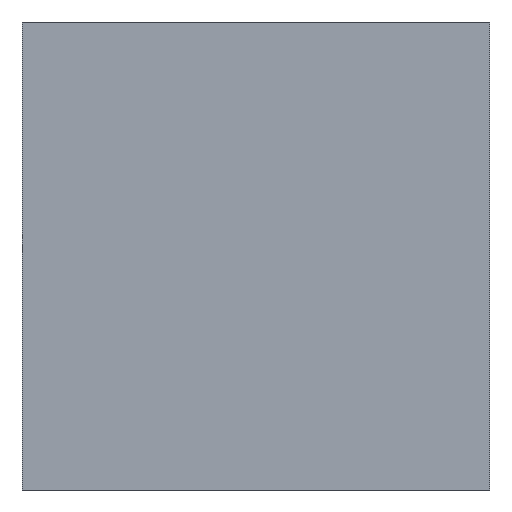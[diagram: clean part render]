
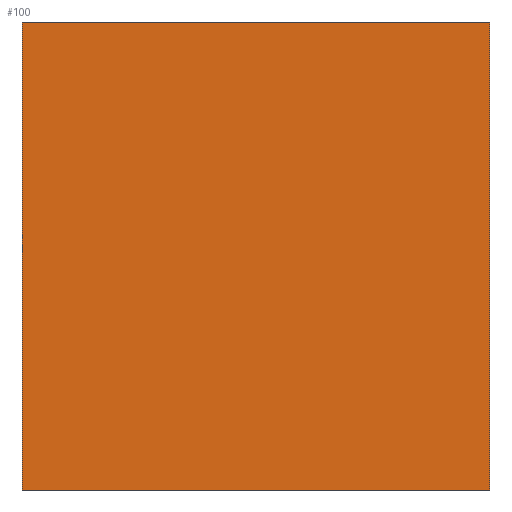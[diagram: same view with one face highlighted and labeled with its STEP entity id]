
A CAD part, left-side view. The second image highlights one B-rep face of the part: STEP entity #100.
In plain terms, the highlighted planar face has unit normal (-1, 0, 0).
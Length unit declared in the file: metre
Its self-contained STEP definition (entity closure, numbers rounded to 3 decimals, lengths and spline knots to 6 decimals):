
#20=ORIENTED_EDGE('',*,*,#43,.T.);
#21=ORIENTED_EDGE('',*,*,#44,.F.);
#22=ORIENTED_EDGE('',*,*,#45,.F.);
#23=ORIENTED_EDGE('',*,*,#41,.T.);
#41=EDGE_CURVE('',#53,#52,#61,.T.);
#43=EDGE_CURVE('',#52,#54,#63,.T.);
#44=EDGE_CURVE('',#55,#54,#64,.T.);
#45=EDGE_CURVE('',#53,#55,#65,.T.);
#52=VERTEX_POINT('',#161);
#53=VERTEX_POINT('',#163);
#54=VERTEX_POINT('',#167);
#55=VERTEX_POINT('',#169);
#61=LINE('',#162,#73);
#63=LINE('',#166,#75);
#64=LINE('',#168,#76);
#65=LINE('',#170,#77);
#73=VECTOR('',#134,1.);
#75=VECTOR('',#138,1.);
#76=VECTOR('',#139,1.);
#77=VECTOR('',#140,1.);
#82=EDGE_LOOP('',(#20,#21,#22,#23));
#88=FACE_BOUND('',#82,.T.);
#94=PLANE('',#119);
#100=ADVANCED_FACE('',(#88),#94,.F.);
#119=AXIS2_PLACEMENT_3D('',#165,#136,#137);
#134=DIRECTION('',(0.,0.,-1.));
#136=DIRECTION('',(1.,0.,0.));
#137=DIRECTION('',(0.,0.,-1.));
#138=DIRECTION('',(0.,-1.,0.));
#139=DIRECTION('',(0.,0.,-1.));
#140=DIRECTION('',(0.,-1.,0.));
#161=CARTESIAN_POINT('',(-0.018933,0.018981,0.));
#162=CARTESIAN_POINT('',(-0.018933,0.018981,0.037973));
#163=CARTESIAN_POINT('',(-0.018933,0.018981,0.037973));
#165=CARTESIAN_POINT('',(-0.018933,0.,0.037973));
#166=CARTESIAN_POINT('',(-0.018933,0.,0.));
#167=CARTESIAN_POINT('',(-0.018933,-0.018981,0.));
#168=CARTESIAN_POINT('',(-0.018933,-0.018981,0.037973));
#169=CARTESIAN_POINT('',(-0.018933,-0.018981,0.037973));
#170=CARTESIAN_POINT('',(-0.018933,0.,0.037973));
